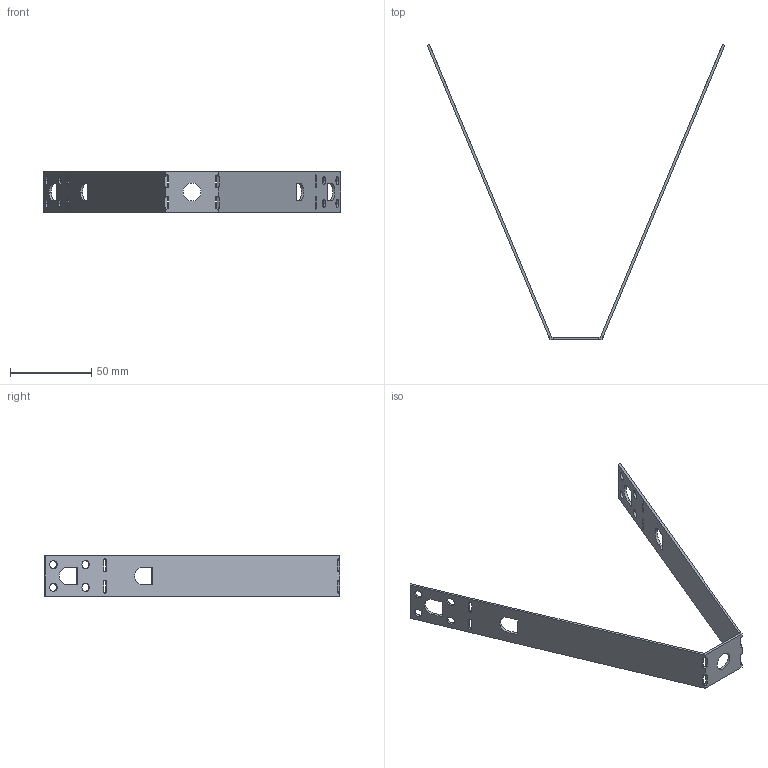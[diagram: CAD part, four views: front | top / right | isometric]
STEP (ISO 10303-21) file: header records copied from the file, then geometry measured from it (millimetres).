
FILE_DESCRIPTION (( 'STEP AP214' ), '1' );
FILE_NAME ('6357522.STEP', '2025-11-24T10:13:56', ( '' ), ( '' ), 'SwSTEP 2.0', 'SolidWorks 2024', '' );
FILE_SCHEMA (( 'AUTOMOTIVE_DESIGN' ));
Length unit declared in the file: millimetre
Products named in the file (1): 6357522
Bounding box: 182.77 x 181.5 x 25 mm (x, y, z)
Volume: 14529.8 mm3; surface area: 21425.4 mm2
Topology: 1 solids, 1 shells, 86 faces, 292 edges, 200 vertices
Faces by surface type: plane 46, cylinder 32, bspline 8
Entity records: 4177 total; most frequent: CARTESIAN_POINT 1613, ORIENTED_EDGE 584, DIRECTION 450, EDGE_CURVE 292, VERTEX_POINT 200, LINE 164, VECTOR 164, AXIS2_PLACEMENT_3D 143
